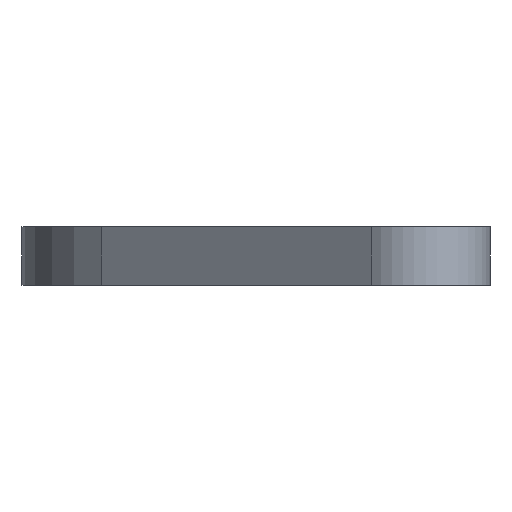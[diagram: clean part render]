
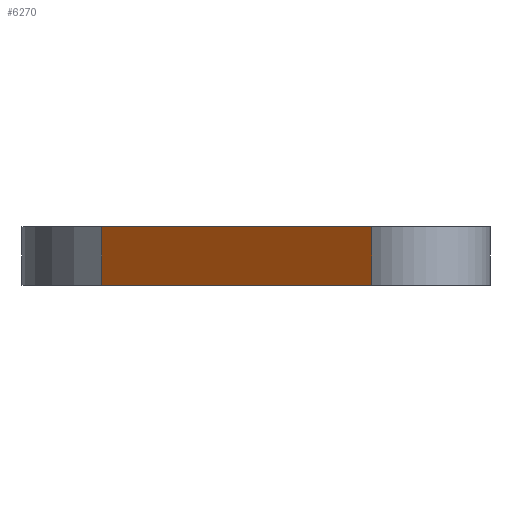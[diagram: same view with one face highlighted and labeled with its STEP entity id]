
A CAD part, front view. The second image highlights one B-rep face of the part: STEP entity #6270.
In plain terms, the highlighted planar face has unit normal (-0.652, -0.758, 0).
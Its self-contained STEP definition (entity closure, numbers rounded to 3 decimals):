
#255 = CARTESIAN_POINT ( 'NONE',  ( -15.334, -17.807, 0. ) ) ;
#1543 = LINE ( 'NONE', #9290, #12902 ) ;
#1591 = CARTESIAN_POINT ( 'NONE',  ( 12.391, -41.682, 6. ) ) ;
#1879 = VECTOR ( 'NONE', #2782, 1000. ) ;
#2086 = ORIENTED_EDGE ( 'NONE', *, *, #16887, .F. ) ;
#2634 = DIRECTION ( 'NONE',  ( 0.758, -0.653, 0. ) ) ;
#2782 = DIRECTION ( 'NONE',  ( 0., 0., 1. ) ) ;
#2872 = EDGE_CURVE ( 'NONE', #2880, #16819, #17548, .T. ) ;
#2880 = VERTEX_POINT ( 'NONE', #255 ) ;
#3058 = VECTOR ( 'NONE', #4494, 1000. ) ;
#3177 = CARTESIAN_POINT ( 'NONE',  ( -15.334, -17.807, 6. ) ) ;
#4494 = DIRECTION ( 'NONE',  ( 0.758, -0.653, 0. ) ) ;
#5172 = DIRECTION ( 'NONE',  ( 0.758, -0.653, 0. ) ) ;
#5712 = VECTOR ( 'NONE', #9689, 1000. ) ;
#6270 = ADVANCED_FACE ( 'NONE', ( #14142 ), #20035, .T. ) ;
#6428 = LINE ( 'NONE', #19347, #5712 ) ;
#7093 = EDGE_CURVE ( 'NONE', #16819, #15378, #24200, .T. ) ;
#8596 = ORIENTED_EDGE ( 'NONE', *, *, #17177, .F. ) ;
#9290 = CARTESIAN_POINT ( 'NONE',  ( -15.334, -17.807, 6. ) ) ;
#9689 = DIRECTION ( 'NONE',  ( 0., 0., 1. ) ) ;
#12902 = VECTOR ( 'NONE', #5172, 1000. ) ;
#14142 = FACE_OUTER_BOUND ( 'NONE', #16440, .T. ) ;
#14393 = DIRECTION ( 'NONE',  ( -0.653, -0.758, 0. ) ) ;
#15104 = CARTESIAN_POINT ( 'NONE',  ( 12.391, -41.682, 0. ) ) ;
#15378 = VERTEX_POINT ( 'NONE', #1591 ) ;
#15539 = CARTESIAN_POINT ( 'NONE',  ( -15.334, -17.807, 0. ) ) ;
#16440 = EDGE_LOOP ( 'NONE', ( #8596, #2086, #19341, #19094 ) ) ;
#16819 = VERTEX_POINT ( 'NONE', #15104 ) ;
#16887 = EDGE_CURVE ( 'NONE', #2880, #24302, #6428, .T. ) ;
#17177 = EDGE_CURVE ( 'NONE', #24302, #15378, #1543, .T. ) ;
#17548 = LINE ( 'NONE', #15539, #3058 ) ;
#19094 = ORIENTED_EDGE ( 'NONE', *, *, #7093, .T. ) ;
#19341 = ORIENTED_EDGE ( 'NONE', *, *, #2872, .T. ) ;
#19347 = CARTESIAN_POINT ( 'NONE',  ( -15.334, -17.807, 0. ) ) ;
#20035 = PLANE ( 'NONE',  #20656 ) ;
#20200 = CARTESIAN_POINT ( 'NONE',  ( 12.391, -41.682, 0. ) ) ;
#20656 = AXIS2_PLACEMENT_3D ( 'NONE', #23670, #14393, #2634 ) ;
#23670 = CARTESIAN_POINT ( 'NONE',  ( -15.334, -17.807, 0. ) ) ;
#24200 = LINE ( 'NONE', #20200, #1879 ) ;
#24302 = VERTEX_POINT ( 'NONE', #3177 ) ;
